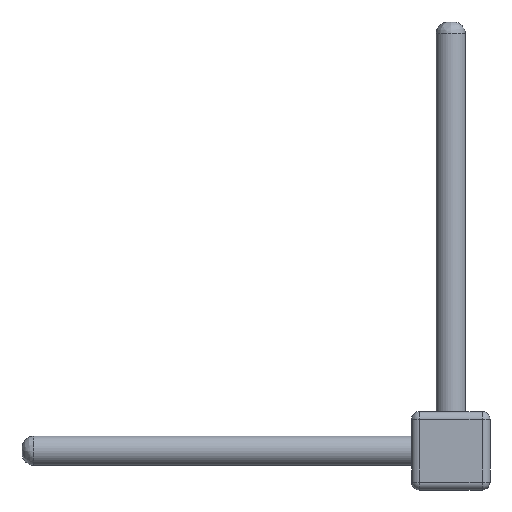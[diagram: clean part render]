
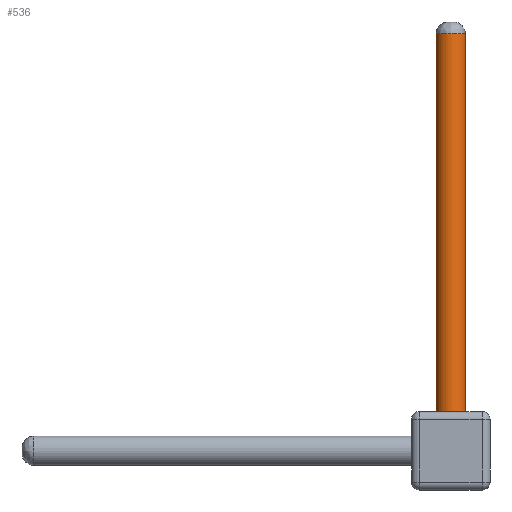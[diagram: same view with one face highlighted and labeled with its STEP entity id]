
A CAD part, left-side view. The second image highlights one B-rep face of the part: STEP entity #536.
In plain terms, the highlighted cylindrical face has radius 3.75 mm (diameter 7.5 mm), a full revolution.
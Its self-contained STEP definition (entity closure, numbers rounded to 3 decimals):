
#69=LINE('',#997,#99);
#99=VECTOR('',#776,3.75);
#129=CYLINDRICAL_SURFACE('',#655,3.75);
#153=FACE_OUTER_BOUND('',#197,.T.);
#197=EDGE_LOOP('',(#405,#406,#407,#408));
#240=CIRCLE('',#654,3.75);
#241=CIRCLE('',#656,3.75);
#278=VERTEX_POINT('',#991);
#279=VERTEX_POINT('',#995);
#321=EDGE_CURVE('',#278,#278,#240,.T.);
#322=EDGE_CURVE('',#279,#279,#241,.T.);
#323=EDGE_CURVE('',#279,#278,#69,.T.);
#405=ORIENTED_EDGE('',*,*,#322,.F.);
#406=ORIENTED_EDGE('',*,*,#323,.T.);
#407=ORIENTED_EDGE('',*,*,#321,.F.);
#408=ORIENTED_EDGE('',*,*,#323,.F.);
#536=ADVANCED_FACE('',(#153),#129,.T.);
#654=AXIS2_PLACEMENT_3D('',#993,#770,#771);
#655=AXIS2_PLACEMENT_3D('',#994,#772,#773);
#656=AXIS2_PLACEMENT_3D('',#996,#774,#775);
#770=DIRECTION('center_axis',(0.,0.,1.));
#771=DIRECTION('ref_axis',(-1.,0.,0.));
#772=DIRECTION('center_axis',(0.,0.,-1.));
#773=DIRECTION('ref_axis',(1.,0.,0.));
#774=DIRECTION('center_axis',(0.,0.,-1.));
#775=DIRECTION('ref_axis',(1.,0.,0.));
#776=DIRECTION('',(0.,0.,1.));
#991=CARTESIAN_POINT('',(-3.75,0.,102.));
#993=CARTESIAN_POINT('Origin',(0.,0.,102.));
#994=CARTESIAN_POINT('Origin',(0.,0.,105.));
#995=CARTESIAN_POINT('',(-3.75,0.,0.));
#996=CARTESIAN_POINT('Origin',(0.,0.,0.));
#997=CARTESIAN_POINT('',(-3.75,0.,105.));
